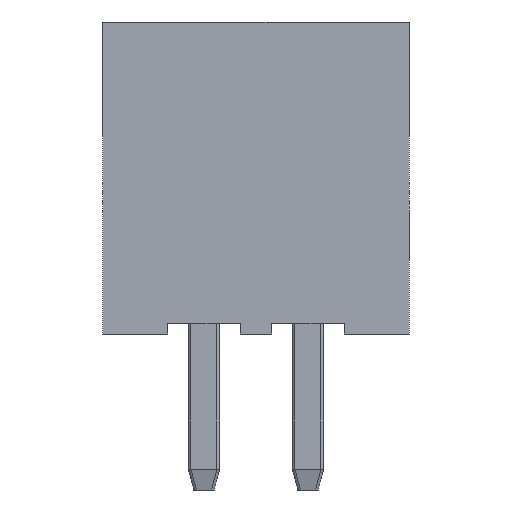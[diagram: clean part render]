
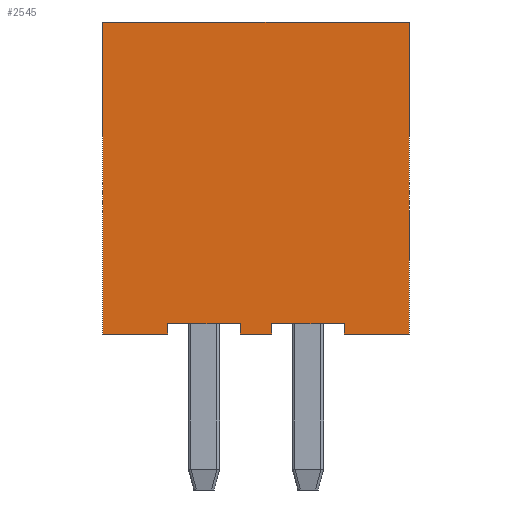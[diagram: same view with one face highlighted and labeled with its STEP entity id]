
A CAD part, front view. The second image highlights one B-rep face of the part: STEP entity #2545.
In plain terms, the highlighted planar face has unit normal (0, -1, 0).
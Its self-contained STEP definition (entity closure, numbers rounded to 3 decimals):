
#397 = DIRECTION ( 'NONE',  ( 0., 0., -1. ) ) ;
#469 = VECTOR ( 'NONE', #11069, 1000. ) ;
#841 = EDGE_CURVE ( 'NONE', #13066, #18549, #949, .T. ) ;
#845 = VERTEX_POINT ( 'NONE', #2366 ) ;
#949 = LINE ( 'NONE', #5728, #7447 ) ;
#1057 = CARTESIAN_POINT ( 'NONE',  ( 2.95, -3., 0. ) ) ;
#1183 = DIRECTION ( 'NONE',  ( 0., 0., -1. ) ) ;
#1190 = CARTESIAN_POINT ( 'NONE',  ( 0.3, -3., 0. ) ) ;
#1196 = DIRECTION ( 'NONE',  ( -1., 0., 0. ) ) ;
#1645 = EDGE_CURVE ( 'NONE', #4654, #19412, #10909, .T. ) ;
#2343 = VECTOR ( 'NONE', #19083, 1000. ) ;
#2366 = CARTESIAN_POINT ( 'NONE',  ( -2.95, -3., 0. ) ) ;
#2394 = VERTEX_POINT ( 'NONE', #10340 ) ;
#2435 = EDGE_CURVE ( 'NONE', #2394, #3435, #6749, .T. ) ;
#2545 = ADVANCED_FACE ( 'NONE', ( #2827 ), #9535, .T. ) ;
#2595 = CARTESIAN_POINT ( 'NONE',  ( -2.95, -3., 0. ) ) ;
#2706 = LINE ( 'NONE', #8754, #8466 ) ;
#2794 = ORIENTED_EDGE ( 'NONE', *, *, #18995, .T. ) ;
#2819 = ORIENTED_EDGE ( 'NONE', *, *, #4404, .F. ) ;
#2827 = FACE_OUTER_BOUND ( 'NONE', #20007, .T. ) ;
#3137 = VERTEX_POINT ( 'NONE', #5976 ) ;
#3168 = CARTESIAN_POINT ( 'NONE',  ( 1.7, -3., 0. ) ) ;
#3375 = VERTEX_POINT ( 'NONE', #1057 ) ;
#3435 = VERTEX_POINT ( 'NONE', #9242 ) ;
#3744 = VECTOR ( 'NONE', #397, 1000. ) ;
#3752 = CARTESIAN_POINT ( 'NONE',  ( -2.95, -3., 6. ) ) ;
#3821 = LINE ( 'NONE', #14625, #15141 ) ;
#4028 = CARTESIAN_POINT ( 'NONE',  ( -0.3, -3., 0. ) ) ;
#4256 = ORIENTED_EDGE ( 'NONE', *, *, #10009, .F. ) ;
#4404 = EDGE_CURVE ( 'NONE', #3375, #18549, #7343, .T. ) ;
#4410 = EDGE_CURVE ( 'NONE', #13066, #4654, #2706, .T. ) ;
#4437 = DIRECTION ( 'NONE',  ( -1., 0., 0. ) ) ;
#4654 = VERTEX_POINT ( 'NONE', #13772 ) ;
#4843 = DIRECTION ( 'NONE',  ( 0., 0., -1. ) ) ;
#4941 = CARTESIAN_POINT ( 'NONE',  ( 0.3, -3., 0.2 ) ) ;
#5222 = EDGE_CURVE ( 'NONE', #3137, #18608, #14215, .T. ) ;
#5301 = VECTOR ( 'NONE', #6515, 1000. ) ;
#5610 = ORIENTED_EDGE ( 'NONE', *, *, #8067, .T. ) ;
#5728 = CARTESIAN_POINT ( 'NONE',  ( 1.7, -3., 0.2 ) ) ;
#5976 = CARTESIAN_POINT ( 'NONE',  ( -0.3, -3., 0.2 ) ) ;
#6182 = CARTESIAN_POINT ( 'NONE',  ( -2.95, -3., 6. ) ) ;
#6294 = CARTESIAN_POINT ( 'NONE',  ( -1.7, -3., 0.2 ) ) ;
#6515 = DIRECTION ( 'NONE',  ( -1., 0., 0. ) ) ;
#6623 = VERTEX_POINT ( 'NONE', #4028 ) ;
#6749 = LINE ( 'NONE', #12934, #2343 ) ;
#7009 = ORIENTED_EDGE ( 'NONE', *, *, #12449, .F. ) ;
#7269 = ORIENTED_EDGE ( 'NONE', *, *, #15145, .F. ) ;
#7343 = LINE ( 'NONE', #2595, #16230 ) ;
#7447 = VECTOR ( 'NONE', #16418, 1000. ) ;
#7532 = LINE ( 'NONE', #11918, #11444 ) ;
#7795 = DIRECTION ( 'NONE',  ( 0., 0., -1. ) ) ;
#8067 = EDGE_CURVE ( 'NONE', #3137, #6623, #3821, .T. ) ;
#8362 = LINE ( 'NONE', #3752, #3744 ) ;
#8466 = VECTOR ( 'NONE', #1196, 1000. ) ;
#8470 = ORIENTED_EDGE ( 'NONE', *, *, #2435, .T. ) ;
#8564 = ORIENTED_EDGE ( 'NONE', *, *, #10698, .F. ) ;
#8754 = CARTESIAN_POINT ( 'NONE',  ( 0.3, -3., 0.2 ) ) ;
#9147 = CARTESIAN_POINT ( 'NONE',  ( -2.95, -3., 0. ) ) ;
#9173 = CARTESIAN_POINT ( 'NONE',  ( 1.7, -3., 0.2 ) ) ;
#9242 = CARTESIAN_POINT ( 'NONE',  ( -2.95, -3., 6. ) ) ;
#9356 = ORIENTED_EDGE ( 'NONE', *, *, #4410, .F. ) ;
#9535 = PLANE ( 'NONE',  #13018 ) ;
#10009 = EDGE_CURVE ( 'NONE', #16358, #845, #17645, .T. ) ;
#10210 = LINE ( 'NONE', #11819, #15544 ) ;
#10293 = ORIENTED_EDGE ( 'NONE', *, *, #5222, .F. ) ;
#10340 = CARTESIAN_POINT ( 'NONE',  ( 2.95, -3., 6. ) ) ;
#10698 = EDGE_CURVE ( 'NONE', #2394, #3375, #10210, .T. ) ;
#10758 = DIRECTION ( 'NONE',  ( 0., -1., 0. ) ) ;
#10909 = LINE ( 'NONE', #4941, #19470 ) ;
#11069 = DIRECTION ( 'NONE',  ( -1., 0., 0. ) ) ;
#11444 = VECTOR ( 'NONE', #18065, 1000. ) ;
#11694 = CARTESIAN_POINT ( 'NONE',  ( -2.95, -3., 0. ) ) ;
#11819 = CARTESIAN_POINT ( 'NONE',  ( 2.95, -3., 6. ) ) ;
#11918 = CARTESIAN_POINT ( 'NONE',  ( -1.7, -3., 0.2 ) ) ;
#12172 = ORIENTED_EDGE ( 'NONE', *, *, #841, .T. ) ;
#12449 = EDGE_CURVE ( 'NONE', #18608, #16358, #7532, .T. ) ;
#12934 = CARTESIAN_POINT ( 'NONE',  ( -2.95, -3., 6. ) ) ;
#13018 = AXIS2_PLACEMENT_3D ( 'NONE', #6182, #10758, #7795 ) ;
#13066 = VERTEX_POINT ( 'NONE', #9173 ) ;
#13100 = DIRECTION ( 'NONE',  ( -1., 0., 0. ) ) ;
#13772 = CARTESIAN_POINT ( 'NONE',  ( 0.3, -3., 0.2 ) ) ;
#14215 = LINE ( 'NONE', #17342, #5301 ) ;
#14625 = CARTESIAN_POINT ( 'NONE',  ( -0.3, -3., 0.2 ) ) ;
#15141 = VECTOR ( 'NONE', #1183, 1000. ) ;
#15145 = EDGE_CURVE ( 'NONE', #19412, #6623, #16811, .T. ) ;
#15240 = VECTOR ( 'NONE', #13100, 1000. ) ;
#15421 = ORIENTED_EDGE ( 'NONE', *, *, #1645, .F. ) ;
#15544 = VECTOR ( 'NONE', #19565, 1000. ) ;
#16230 = VECTOR ( 'NONE', #4437, 1000. ) ;
#16358 = VERTEX_POINT ( 'NONE', #19098 ) ;
#16418 = DIRECTION ( 'NONE',  ( 0., 0., -1. ) ) ;
#16811 = LINE ( 'NONE', #9147, #469 ) ;
#17342 = CARTESIAN_POINT ( 'NONE',  ( -1.7, -3., 0.2 ) ) ;
#17645 = LINE ( 'NONE', #11694, #15240 ) ;
#18065 = DIRECTION ( 'NONE',  ( 0., 0., -1. ) ) ;
#18549 = VERTEX_POINT ( 'NONE', #3168 ) ;
#18608 = VERTEX_POINT ( 'NONE', #6294 ) ;
#18995 = EDGE_CURVE ( 'NONE', #3435, #845, #8362, .T. ) ;
#19083 = DIRECTION ( 'NONE',  ( -1., 0., 0. ) ) ;
#19098 = CARTESIAN_POINT ( 'NONE',  ( -1.7, -3., 0. ) ) ;
#19412 = VERTEX_POINT ( 'NONE', #1190 ) ;
#19470 = VECTOR ( 'NONE', #4843, 1000. ) ;
#19565 = DIRECTION ( 'NONE',  ( 0., 0., -1. ) ) ;
#20007 = EDGE_LOOP ( 'NONE', ( #5610, #7269, #15421, #9356, #12172, #2819, #8564, #8470, #2794, #4256, #7009, #10293 ) ) ;
